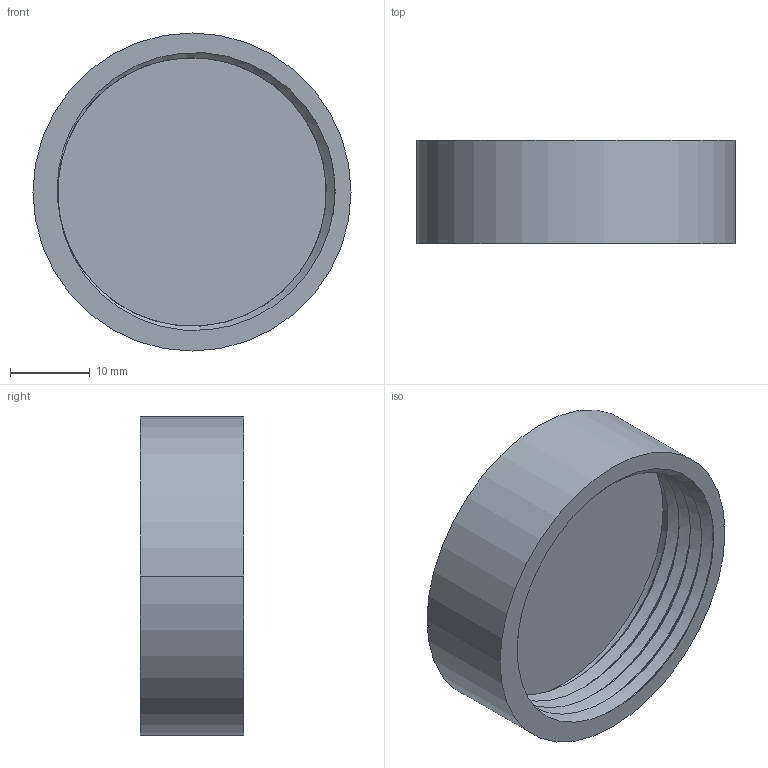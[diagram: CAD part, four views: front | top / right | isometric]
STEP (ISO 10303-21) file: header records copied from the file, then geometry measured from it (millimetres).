
FILE_DESCRIPTION((''),'2;1');
FILE_NAME('LIDB','2015-03-11T',('Ishan'),(''),'PRO/ENGINEER BY PARAMETRIC TECHNOLOGY CORPORATION, 2010100','PRO/ENGINEER BY PARAMETRIC TECHNOLOGY CORPORATION, 2010100','');
FILE_SCHEMA(('CONFIG_CONTROL_DESIGN'));
Length unit declared in the file: millimetre
Products named in the file (1): LIDB
Bounding box: 40 x 13 x 40 mm (x, y, z)
Volume: 7645.6 mm3; surface area: 5644.7 mm2
Topology: 1 solids, 1 shells, 20 faces, 46 edges, 29 vertices
Faces by surface type: cylinder 11, plane 5, bspline 4
Entity records: 1840 total; most frequent: CARTESIAN_POINT 1400, ORIENTED_EDGE 92, DIRECTION 61, EDGE_CURVE 46, VERTEX_POINT 29, B_SPLINE_CURVE_WITH_KNOTS 24, AXIS2_PLACEMENT_3D 23, EDGE_LOOP 21
